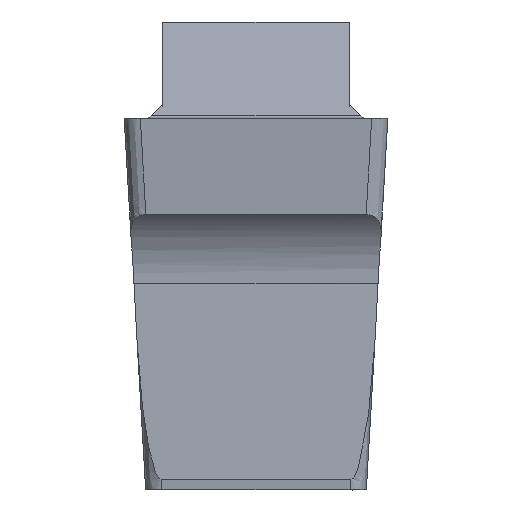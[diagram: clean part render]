
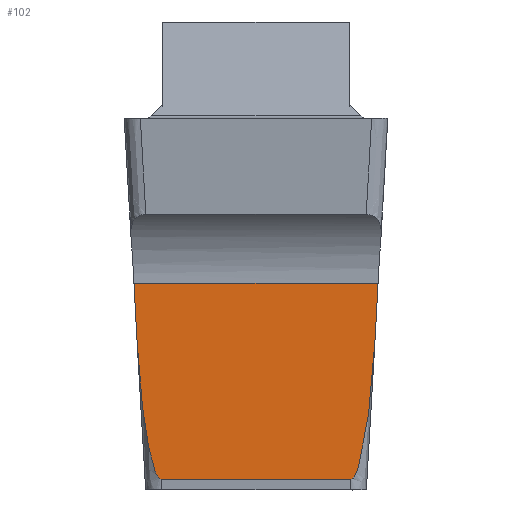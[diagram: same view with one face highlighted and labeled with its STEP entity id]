
A CAD part, front view. The second image highlights one B-rep face of the part: STEP entity #102.
In plain terms, the highlighted planar face has unit normal (0, -1, 0).
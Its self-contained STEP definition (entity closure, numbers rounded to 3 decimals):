
#43=B_SPLINE_CURVE_WITH_KNOTS('',3,(#1026,#1027,#1028,#1029,#1030,#1031,
#1032,#1033,#1034,#1035,#1036,#1037,#1038,#1039,#1040,#1041,#1042,#1043,
#1044,#1045,#1046,#1047,#1048,#1049,#1050,#1051,#1052,#1053,#1054,#1055,
#1056,#1057,#1058,#1059),.UNSPECIFIED.,.F.,.F.,(4,3,3,3,3,3,3,3,3,3,3,4),
(0.,0.225,0.604,0.796,0.862,
0.907,0.937,0.958,0.979,
0.987,0.996,1.),.UNSPECIFIED.);
#49=B_SPLINE_CURVE_WITH_KNOTS('',3,(#1123,#1124,#1125,#1126,#1127,#1128,
#1129,#1130,#1131,#1132,#1133,#1134,#1135,#1136,#1137,#1138,#1139,#1140,
#1141),.UNSPECIFIED.,.F.,.F.,(4,3,3,3,3,3,4),(0.,0.006,0.013,
0.032,0.098,0.364,1.),
 .UNSPECIFIED.);
#102=ADVANCED_FACE('SIDE_IB_1_SU3',(#158),#129,.F.);
#129=PLANE('',#731);
#158=FACE_OUTER_BOUND('',#192,.T.);
#192=EDGE_LOOP('',(#339,#340,#341,#342,#343,#344));
#339=ORIENTED_EDGE('',*,*,#535,.F.);
#340=ORIENTED_EDGE('',*,*,#530,.T.);
#341=ORIENTED_EDGE('',*,*,#523,.F.);
#342=ORIENTED_EDGE('',*,*,#531,.T.);
#343=ORIENTED_EDGE('',*,*,#517,.F.);
#344=ORIENTED_EDGE('',*,*,#534,.T.);
#439=VERTEX_POINT('',#1060);
#440=VERTEX_POINT('',#1061);
#443=VERTEX_POINT('',#1142);
#444=VERTEX_POINT('',#1143);
#447=VERTEX_POINT('',#1203);
#448=VERTEX_POINT('',#1211);
#517=EDGE_CURVE('',#439,#440,#43,.T.);
#523=EDGE_CURVE('',#443,#444,#49,.T.);
#530=EDGE_CURVE('',#447,#444,#601,.T.);
#531=EDGE_CURVE('',#443,#440,#602,.T.);
#534=EDGE_CURVE('',#439,#448,#604,.T.);
#535=EDGE_CURVE('',#447,#448,#605,.T.);
#601=LINE('',#1204,#657);
#602=LINE('',#1206,#658);
#604=LINE('',#1212,#660);
#605=LINE('',#1214,#661);
#657=VECTOR('',#830,1.);
#658=VECTOR('',#833,1.);
#660=VECTOR('',#841,1.);
#661=VECTOR('',#844,1.);
#731=AXIS2_PLACEMENT_3D('',#1216,#847,#848);
#830=DIRECTION('',(0.052,0.,-0.999));
#833=DIRECTION('',(1.,0.,0.));
#841=DIRECTION('',(0.052,0.,0.999));
#844=DIRECTION('',(1.,0.,0.));
#847=DIRECTION('',(0.,1.,0.));
#848=DIRECTION('',(0.,0.,1.));
#1026=CARTESIAN_POINT('',(1.47,-9.718,-2.759));
#1027=CARTESIAN_POINT('',(1.463,-9.718,-2.89));
#1028=CARTESIAN_POINT('',(1.455,-9.718,-3.022));
#1029=CARTESIAN_POINT('',(1.444,-9.718,-3.153));
#1030=CARTESIAN_POINT('',(1.426,-9.718,-3.373));
#1031=CARTESIAN_POINT('',(1.402,-9.718,-3.593));
#1032=CARTESIAN_POINT('',(1.369,-9.718,-3.811));
#1033=CARTESIAN_POINT('',(1.353,-9.718,-3.922));
#1034=CARTESIAN_POINT('',(1.334,-9.718,-4.032));
#1035=CARTESIAN_POINT('',(1.309,-9.718,-4.141));
#1036=CARTESIAN_POINT('',(1.301,-9.718,-4.178));
#1037=CARTESIAN_POINT('',(1.292,-9.718,-4.216));
#1038=CARTESIAN_POINT('',(1.281,-9.718,-4.253));
#1039=CARTESIAN_POINT('',(1.274,-9.718,-4.278));
#1040=CARTESIAN_POINT('',(1.267,-9.718,-4.303));
#1041=CARTESIAN_POINT('',(1.258,-9.718,-4.328));
#1042=CARTESIAN_POINT('',(1.253,-9.718,-4.345));
#1043=CARTESIAN_POINT('',(1.246,-9.718,-4.361));
#1044=CARTESIAN_POINT('',(1.239,-9.718,-4.378));
#1045=CARTESIAN_POINT('',(1.235,-9.718,-4.389));
#1046=CARTESIAN_POINT('',(1.229,-9.718,-4.4));
#1047=CARTESIAN_POINT('',(1.223,-9.718,-4.411));
#1048=CARTESIAN_POINT('',(1.218,-9.718,-4.421));
#1049=CARTESIAN_POINT('',(1.211,-9.718,-4.431));
#1050=CARTESIAN_POINT('',(1.203,-9.718,-4.44));
#1051=CARTESIAN_POINT('',(1.2,-9.718,-4.444));
#1052=CARTESIAN_POINT('',(1.197,-9.718,-4.448));
#1053=CARTESIAN_POINT('',(1.193,-9.718,-4.451));
#1054=CARTESIAN_POINT('',(1.189,-9.718,-4.454));
#1055=CARTESIAN_POINT('',(1.184,-9.718,-4.457));
#1056=CARTESIAN_POINT('',(1.179,-9.718,-4.458));
#1057=CARTESIAN_POINT('',(1.177,-9.718,-4.459));
#1058=CARTESIAN_POINT('',(1.174,-9.718,-4.459));
#1059=CARTESIAN_POINT('',(1.172,-9.718,-4.459));
#1060=CARTESIAN_POINT('',(1.47,-9.718,-2.759));
#1061=CARTESIAN_POINT('',(1.172,-9.718,-4.459));
#1123=CARTESIAN_POINT('',(-1.172,-9.718,-4.459));
#1124=CARTESIAN_POINT('',(-1.176,-9.718,-4.459));
#1125=CARTESIAN_POINT('',(-1.179,-9.718,-4.458));
#1126=CARTESIAN_POINT('',(-1.182,-9.718,-4.457));
#1127=CARTESIAN_POINT('',(-1.186,-9.718,-4.456));
#1128=CARTESIAN_POINT('',(-1.19,-9.718,-4.453));
#1129=CARTESIAN_POINT('',(-1.193,-9.718,-4.45));
#1130=CARTESIAN_POINT('',(-1.202,-9.718,-4.444));
#1131=CARTESIAN_POINT('',(-1.209,-9.718,-4.435));
#1132=CARTESIAN_POINT('',(-1.214,-9.718,-4.426));
#1133=CARTESIAN_POINT('',(-1.236,-9.718,-4.393));
#1134=CARTESIAN_POINT('',(-1.249,-9.718,-4.356));
#1135=CARTESIAN_POINT('',(-1.262,-9.718,-4.319));
#1136=CARTESIAN_POINT('',(-1.311,-9.718,-4.172));
#1137=CARTESIAN_POINT('',(-1.337,-9.718,-4.018));
#1138=CARTESIAN_POINT('',(-1.361,-9.718,-3.865));
#1139=CARTESIAN_POINT('',(-1.419,-9.718,-3.499));
#1140=CARTESIAN_POINT('',(-1.451,-9.718,-3.129));
#1141=CARTESIAN_POINT('',(-1.47,-9.718,-2.759));
#1142=CARTESIAN_POINT('',(-1.172,-9.718,-4.459));
#1143=CARTESIAN_POINT('',(-1.47,-9.718,-2.759));
#1203=CARTESIAN_POINT('',(-1.508,-9.718,-2.036));
#1204=CARTESIAN_POINT('',(-1.296,-9.718,-6.088));
#1206=CARTESIAN_POINT('',(-1.38,-9.718,-4.459));
#1211=CARTESIAN_POINT('',(1.508,-9.718,-2.036));
#1212=CARTESIAN_POINT('',(1.288,-9.718,-6.232));
#1214=CARTESIAN_POINT('',(5.,-9.718,-2.036));
#1216=CARTESIAN_POINT('',(-1.38,-9.718,-6.092));
